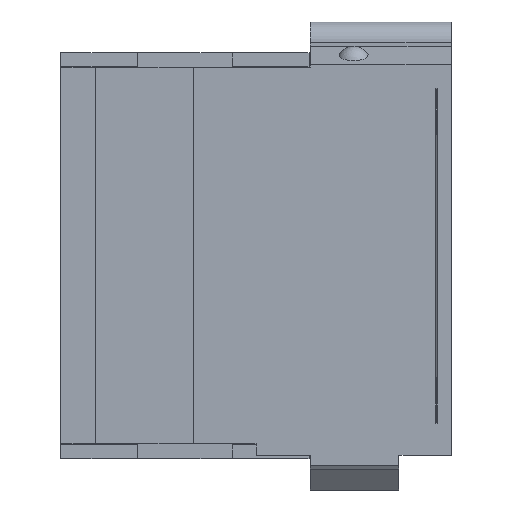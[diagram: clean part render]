
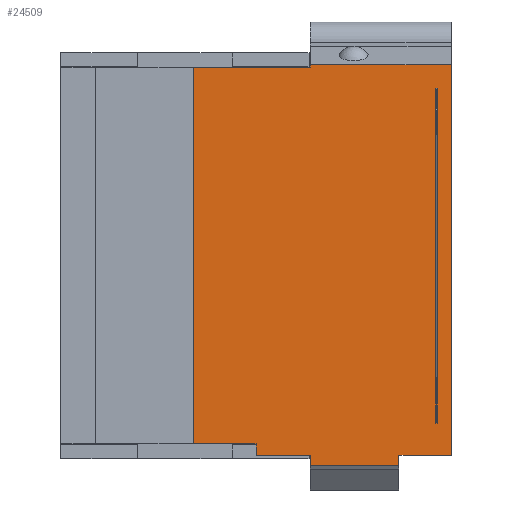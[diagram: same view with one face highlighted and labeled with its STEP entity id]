
A CAD part, front view. The second image highlights one B-rep face of the part: STEP entity #24509.
In plain terms, the highlighted planar face has unit normal (0, -1, 0).
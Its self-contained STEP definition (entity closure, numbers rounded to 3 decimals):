
#249=DIRECTION('',(1.,0.,0.));
#250=VECTOR('',#249,8.4);
#251=CARTESIAN_POINT('',(-4.5,0.,13.5));
#252=LINE('',#251,#250);
#273=DIRECTION('',(0.,0.,-1.));
#274=VECTOR('',#273,27.);
#275=CARTESIAN_POINT('',(-4.5,0.,13.5));
#276=LINE('',#275,#274);
#277=DIRECTION('',(1.,0.,0.));
#278=VECTOR('',#277,10.1);
#279=CARTESIAN_POINT('',(3.9,0.,13.7));
#280=LINE('',#279,#278);
#281=DIRECTION('',(0.,0.,-1.));
#282=VECTOR('',#281,28.);
#283=CARTESIAN_POINT('',(14.,0.,13.7));
#284=LINE('',#283,#282);
#285=DIRECTION('',(-1.,0.,0.));
#286=VECTOR('',#285,3.75);
#287=CARTESIAN_POINT('',(14.,0.,-14.3));
#288=LINE('',#287,#286);
#289=DIRECTION('',(0.,0.,1.));
#290=VECTOR('',#289,0.732);
#291=CARTESIAN_POINT('',(10.25,0.,-15.032));
#292=LINE('',#291,#290);
#293=DIRECTION('',(-1.,0.,0.));
#294=VECTOR('',#293,6.35);
#295=CARTESIAN_POINT('',(10.25,0.,-15.032));
#296=LINE('',#295,#294);
#297=DIRECTION('',(0.,0.,1.));
#298=VECTOR('',#297,0.732);
#299=CARTESIAN_POINT('',(3.9,0.,-15.032));
#300=LINE('',#299,#298);
#301=DIRECTION('',(1.,0.,0.));
#302=VECTOR('',#301,3.9);
#303=CARTESIAN_POINT('',(0.,0.,-14.3));
#304=LINE('',#303,#302);
#305=DIRECTION('',(-1.,0.,0.));
#306=VECTOR('',#305,4.5);
#307=CARTESIAN_POINT('',(0.,0.,-13.5));
#308=LINE('',#307,#306);
#309=DIRECTION('',(0.,0.,1.));
#310=VECTOR('',#309,24.);
#311=CARTESIAN_POINT('',(12.9,0.,-12.));
#312=LINE('',#311,#310);
#313=DIRECTION('',(0.,0.,1.));
#314=VECTOR('',#313,24.);
#315=CARTESIAN_POINT('',(13.,0.,-12.));
#316=LINE('',#315,#314);
#359=DIRECTION('',(0.,0.,-1.));
#360=VECTOR('',#359,0.2);
#361=CARTESIAN_POINT('',(3.9,0.,13.7));
#362=LINE('',#361,#360);
#4544=DIRECTION('',(0.,0.,1.));
#4545=VECTOR('',#4544,0.8);
#4546=CARTESIAN_POINT('',(0.,0.,-14.3));
#4547=LINE('',#4546,#4545);
#18744=DIRECTION('',(1.,0.,0.));
#18745=VECTOR('',#18744,0.1);
#18746=CARTESIAN_POINT('',(12.9,0.,12.));
#18747=LINE('',#18746,#18745);
#18764=DIRECTION('',(-1.,0.,0.));
#18765=VECTOR('',#18764,0.1);
#18766=CARTESIAN_POINT('',(13.,0.,-12.));
#18767=LINE('',#18766,#18765);
#18856=CARTESIAN_POINT('',(3.9,0.,13.7));
#18857=VERTEX_POINT('',#18856);
#18892=CARTESIAN_POINT('',(14.,0.,13.7));
#18893=VERTEX_POINT('',#18892);
#18898=CARTESIAN_POINT('',(3.9,0.,13.5));
#18899=VERTEX_POINT('',#18898);
#18900=CARTESIAN_POINT('',(0.,0.,-13.5));
#18902=VERTEX_POINT('',#18900);
#18906=CARTESIAN_POINT('',(0.,0.,-14.3));
#18907=CARTESIAN_POINT('',(3.9,0.,-14.3));
#18908=VERTEX_POINT('',#18906);
#18909=VERTEX_POINT('',#18907);
#18910=CARTESIAN_POINT('',(3.9,0.,-15.032));
#18911=VERTEX_POINT('',#18910);
#18912=CARTESIAN_POINT('',(10.25,0.,-15.032));
#18913=CARTESIAN_POINT('',(10.25,0.,-14.3));
#18914=VERTEX_POINT('',#18912);
#18915=VERTEX_POINT('',#18913);
#18916=CARTESIAN_POINT('',(14.,0.,-14.3));
#18917=VERTEX_POINT('',#18916);
#19067=CARTESIAN_POINT('',(13.,0.,-12.));
#19068=CARTESIAN_POINT('',(13.,0.,12.));
#19069=VERTEX_POINT('',#19067);
#19070=VERTEX_POINT('',#19068);
#19339=CARTESIAN_POINT('',(-4.5,0.,-13.5));
#19341=VERTEX_POINT('',#19339);
#19347=CARTESIAN_POINT('',(-4.5,0.,13.5));
#19349=VERTEX_POINT('',#19347);
#22463=CARTESIAN_POINT('',(12.9,0.,-12.));
#22465=VERTEX_POINT('',#22463);
#22467=CARTESIAN_POINT('',(12.9,0.,12.));
#22469=VERTEX_POINT('',#22467);
#24472=CARTESIAN_POINT('',(-14.,0.,-13.5));
#24473=DIRECTION('',(0.,-1.,0.));
#24474=DIRECTION('',(1.,0.,0.));
#24475=AXIS2_PLACEMENT_3D('',#24472,#24473,#24474);
#24476=PLANE('',#24475);
#24477=ORIENTED_EDGE('',*,*,#24465,.F.);
#24478=ORIENTED_EDGE('',*,*,#24421,.T.);
#24480=ORIENTED_EDGE('',*,*,#24479,.F.);
#24482=ORIENTED_EDGE('',*,*,#24481,.T.);
#24484=ORIENTED_EDGE('',*,*,#24483,.T.);
#24486=ORIENTED_EDGE('',*,*,#24485,.T.);
#24488=ORIENTED_EDGE('',*,*,#24487,.F.);
#24490=ORIENTED_EDGE('',*,*,#24489,.T.);
#24492=ORIENTED_EDGE('',*,*,#24491,.T.);
#24494=ORIENTED_EDGE('',*,*,#24493,.F.);
#24496=ORIENTED_EDGE('',*,*,#24495,.T.);
#24498=ORIENTED_EDGE('',*,*,#24497,.T.);
#24499=EDGE_LOOP('',(#24477,#24478,#24480,#24482,#24484,#24486,#24488,#24490,
#24492,#24494,#24496,#24498));
#24500=FACE_OUTER_BOUND('',#24499,.F.);
#24502=ORIENTED_EDGE('',*,*,#24501,.F.);
#24503=ORIENTED_EDGE('',*,*,#24277,.F.);
#24505=ORIENTED_EDGE('',*,*,#24504,.F.);
#24506=ORIENTED_EDGE('',*,*,#24228,.T.);
#24507=EDGE_LOOP('',(#24502,#24503,#24505,#24506));
#24508=FACE_BOUND('',#24507,.F.);
#24509=ADVANCED_FACE('',(#24500,#24508),#24476,.T.);
#24228=EDGE_CURVE('',#19069,#19070,#316,.T.);
#24277=EDGE_CURVE('',#22465,#22469,#312,.T.);
#24421=EDGE_CURVE('',#19349,#18899,#252,.T.);
#24465=EDGE_CURVE('',#19349,#19341,#276,.T.);
#24479=EDGE_CURVE('',#18857,#18899,#362,.T.);
#24481=EDGE_CURVE('',#18857,#18893,#280,.T.);
#24483=EDGE_CURVE('',#18893,#18917,#284,.T.);
#24485=EDGE_CURVE('',#18917,#18915,#288,.T.);
#24487=EDGE_CURVE('',#18914,#18915,#292,.T.);
#24489=EDGE_CURVE('',#18914,#18911,#296,.T.);
#24491=EDGE_CURVE('',#18911,#18909,#300,.T.);
#24493=EDGE_CURVE('',#18908,#18909,#304,.T.);
#24495=EDGE_CURVE('',#18908,#18902,#4547,.T.);
#24497=EDGE_CURVE('',#18902,#19341,#308,.T.);
#24501=EDGE_CURVE('',#22469,#19070,#18747,.T.);
#24504=EDGE_CURVE('',#19069,#22465,#18767,.T.);
